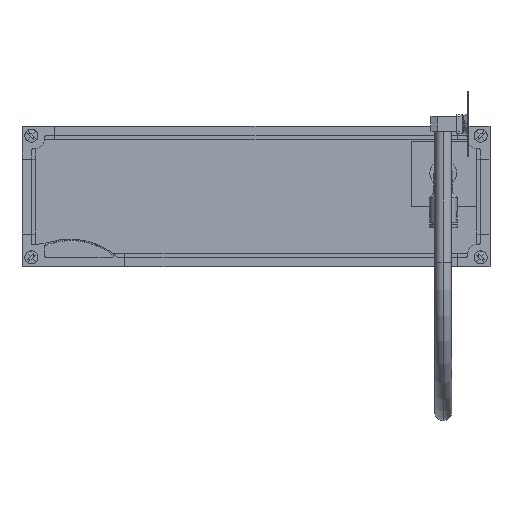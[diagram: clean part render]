
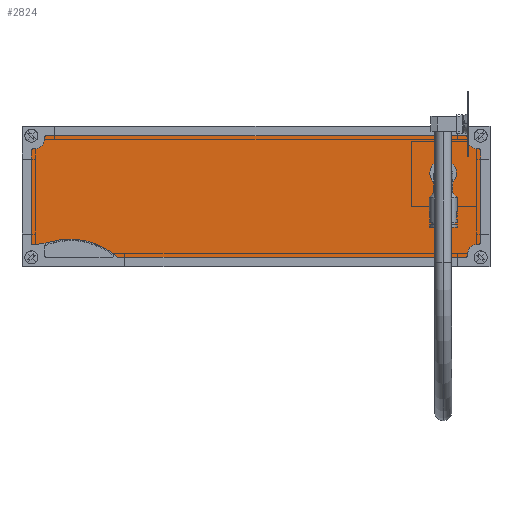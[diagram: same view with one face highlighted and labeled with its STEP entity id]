
A CAD part, top view. The second image highlights one B-rep face of the part: STEP entity #2824.
In plain terms, the highlighted planar face has unit normal (0, 0, 1).
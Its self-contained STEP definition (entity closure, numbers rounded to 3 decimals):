
#2824=ADVANCED_FACE('',(#5545,#5546),#5547,.F.);
#5545=FACE_OUTER_BOUND('',#8397,.T.);
#5546=FACE_BOUND('',#8398,.T.);
#5547=PLANE('',#8399);
#8397=EDGE_LOOP('',(#15425,#15426,#15427,#15428,#15429,#15430,#15431,#15432,#15433,#15434,#15435,#15436,#15437,#15438,#15439,#15440));
#8398=EDGE_LOOP('',(#15441,#15442));
#8399=AXIS2_PLACEMENT_3D('',#15443,#15444,#15445);
#15425=ORIENTED_EDGE('',*,*,#20148,.T.);
#15426=ORIENTED_EDGE('',*,*,#20144,.T.);
#15427=ORIENTED_EDGE('',*,*,#20140,.T.);
#15428=ORIENTED_EDGE('',*,*,#20151,.F.);
#15429=ORIENTED_EDGE('',*,*,#20152,.T.);
#15430=ORIENTED_EDGE('',*,*,#20153,.T.);
#15431=ORIENTED_EDGE('',*,*,#20154,.T.);
#15432=ORIENTED_EDGE('',*,*,#20155,.F.);
#15433=ORIENTED_EDGE('',*,*,#20156,.T.);
#15434=ORIENTED_EDGE('',*,*,#20157,.T.);
#15435=ORIENTED_EDGE('',*,*,#20158,.T.);
#15436=ORIENTED_EDGE('',*,*,#20159,.T.);
#15437=ORIENTED_EDGE('',*,*,#20160,.T.);
#15438=ORIENTED_EDGE('',*,*,#20161,.T.);
#15439=ORIENTED_EDGE('',*,*,#20162,.T.);
#15440=ORIENTED_EDGE('',*,*,#20163,.F.);
#15441=ORIENTED_EDGE('',*,*,#20135,.T.);
#15442=ORIENTED_EDGE('',*,*,#20133,.T.);
#15443=CARTESIAN_POINT('',(250.0,239.787,129.4));
#15444=DIRECTION('',(0.0,0.0,-1.0));
#15445=DIRECTION('',(0.0,-1.0,0.0));
#20133=EDGE_CURVE('',#24656,#24660,#24662,.T.);
#20135=EDGE_CURVE('',#24660,#24656,#24664,.T.);
#20140=EDGE_CURVE('',#24672,#24670,#24673,.T.);
#20144=EDGE_CURVE('',#24678,#24672,#24679,.T.);
#20148=EDGE_CURVE('',#24684,#24678,#24685,.T.);
#20151=EDGE_CURVE('',#24688,#24670,#24689,.T.);
#20152=EDGE_CURVE('',#24688,#24690,#24691,.T.);
#20153=EDGE_CURVE('',#24690,#24692,#24693,.T.);
#20154=EDGE_CURVE('',#24692,#24694,#24695,.T.);
#20155=EDGE_CURVE('',#24696,#24694,#24697,.T.);
#20156=EDGE_CURVE('',#24696,#24698,#24699,.T.);
#20157=EDGE_CURVE('',#24698,#24700,#24701,.T.);
#20158=EDGE_CURVE('',#24700,#24702,#24703,.T.);
#20159=EDGE_CURVE('',#24702,#24704,#24705,.T.);
#20160=EDGE_CURVE('',#24704,#24706,#24707,.T.);
#20161=EDGE_CURVE('',#24706,#24708,#24709,.T.);
#20162=EDGE_CURVE('',#24708,#24710,#24711,.T.);
#20163=EDGE_CURVE('',#24684,#24710,#24712,.T.);
#24656=VERTEX_POINT('',#31116);
#24660=VERTEX_POINT('',#31121);
#24662=CIRCLE('',#31124,10.5);
#24664=CIRCLE('',#31126,10.5);
#24670=VERTEX_POINT('',#31133);
#24672=VERTEX_POINT('',#31136);
#24673=LINE('',#31137,#31138);
#24678=VERTEX_POINT('',#31144);
#24679=CIRCLE('',#31145,8.);
#24684=VERTEX_POINT('',#31152);
#24685=LINE('',#31153,#31154);
#24688=VERTEX_POINT('',#31158);
#24689=LINE('',#31159,#31160);
#24690=VERTEX_POINT('',#31161);
#24691=LINE('',#31162,#31163);
#24692=VERTEX_POINT('',#31164);
#24693=CIRCLE('',#31165,8.);
#24694=VERTEX_POINT('',#31166);
#24695=LINE('',#31167,#31168);
#24696=VERTEX_POINT('',#31169);
#24697=LINE('',#31170,#31171);
#24698=VERTEX_POINT('',#31172);
#24699=LINE('',#31173,#31174);
#24700=VERTEX_POINT('',#31175);
#24701=CIRCLE('',#31176,8.);
#24702=VERTEX_POINT('',#31177);
#24703=LINE('',#31178,#31179);
#24704=VERTEX_POINT('',#31180);
#24705=LINE('',#31181,#31182);
#24706=VERTEX_POINT('',#31183);
#24707=LINE('',#31184,#31185);
#24708=VERTEX_POINT('',#31186);
#24709=CIRCLE('',#31187,8.);
#24710=VERTEX_POINT('',#31188);
#24711=LINE('',#31189,#31190);
#24712=LINE('',#31191,#31192);
#31116=CARTESIAN_POINT('',(460.5,264.787,129.4));
#31121=CARTESIAN_POINT('',(439.5,264.787,129.4));
#31124=AXIS2_PLACEMENT_3D('',#35452,#35453,#35454);
#31126=AXIS2_PLACEMENT_3D('',#35455,#35456,#35457);
#31133=CARTESIAN_POINT('',(495.0,186.787,129.4));
#31136=CARTESIAN_POINT('',(486.0,186.787,129.4));
#31137=CARTESIAN_POINT('',(370.25,186.787,129.4));
#31138=VECTOR('',#35463,1.0);
#31144=CARTESIAN_POINT('',(478.,178.787,129.4));
#31145=AXIS2_PLACEMENT_3D('',#35468,#35469,#35470);
#31152=CARTESIAN_POINT('',(478.0,169.787,129.4));
#31153=CARTESIAN_POINT('',(478.0,207.037,129.4));
#31154=VECTOR('',#35473,1.0);
#31158=CARTESIAN_POINT('',(495.0,292.787,129.4));
#31159=CARTESIAN_POINT('',(495.0,239.787,129.4));
#31160=VECTOR('',#35475,1.0);
#31161=CARTESIAN_POINT('',(486.0,292.787,129.4));
#31162=CARTESIAN_POINT('',(370.25,292.787,129.4));
#31163=VECTOR('',#35476,1.0);
#31164=CARTESIAN_POINT('',(478.,300.787,129.4));
#31165=AXIS2_PLACEMENT_3D('',#35477,#35478,#35479);
#31166=CARTESIAN_POINT('',(478.0,309.787,129.4));
#31167=CARTESIAN_POINT('',(478.0,272.537,129.4));
#31168=VECTOR('',#35480,1.0);
#31169=CARTESIAN_POINT('',(22.0,309.787,129.4));
#31170=CARTESIAN_POINT('',(250.0,309.787,129.4));
#31171=VECTOR('',#35481,1.0);
#31172=CARTESIAN_POINT('',(22.,300.787,129.4));
#31173=CARTESIAN_POINT('',(22.0,272.537,129.4));
#31174=VECTOR('',#35482,1.0);
#31175=CARTESIAN_POINT('',(14.0,292.787,129.4));
#31176=AXIS2_PLACEMENT_3D('',#35483,#35484,#35485);
#31177=CARTESIAN_POINT('',(5.0,292.787,129.4));
#31178=CARTESIAN_POINT('',(129.75,292.787,129.4));
#31179=VECTOR('',#35486,1.0);
#31180=CARTESIAN_POINT('',(5.0,186.787,129.4));
#31181=CARTESIAN_POINT('',(5.0,239.787,129.4));
#31182=VECTOR('',#35487,1.0);
#31183=CARTESIAN_POINT('',(14.0,186.787,129.4));
#31184=CARTESIAN_POINT('',(129.75,186.787,129.4));
#31185=VECTOR('',#35488,1.0);
#31186=CARTESIAN_POINT('',(22.,178.787,129.4));
#31187=AXIS2_PLACEMENT_3D('',#35489,#35490,#35491);
#31188=CARTESIAN_POINT('',(22.0,169.787,129.4));
#31189=CARTESIAN_POINT('',(22.0,207.037,129.4));
#31190=VECTOR('',#35492,1.0);
#31191=CARTESIAN_POINT('',(250.0,169.787,129.4));
#31192=VECTOR('',#35493,1.0);
#35452=CARTESIAN_POINT('',(450.0,264.787,129.4));
#35453=DIRECTION('',(0.0,0.0,-1.0));
#35454=DIRECTION('',(1.0,0.0,0.0));
#35455=CARTESIAN_POINT('',(450.0,264.787,129.4));
#35456=DIRECTION('',(0.0,0.0,-1.0));
#35457=DIRECTION('',(1.0,0.0,0.0));
#35463=DIRECTION('',(1.0,0.0,0.0));
#35468=CARTESIAN_POINT('',(486.,178.787,129.4));
#35469=DIRECTION('',(0.0,0.0,-1.0));
#35470=DIRECTION('',(-1.0,0.,0.0));
#35473=DIRECTION('',(0.0,1.0,0.0));
#35475=DIRECTION('',(0.0,-1.0,0.0));
#35476=DIRECTION('',(-1.0,-0.0,-0.0));
#35477=CARTESIAN_POINT('',(486.,300.787,129.4));
#35478=DIRECTION('',(-0.0,0.0,-1.0));
#35479=DIRECTION('',(-1.0,0.,0.0));
#35480=DIRECTION('',(0.0,1.0,0.0));
#35481=DIRECTION('',(1.0,0.0,0.0));
#35482=DIRECTION('',(0.0,-1.0,0.0));
#35483=CARTESIAN_POINT('',(14.,300.787,129.4));
#35484=DIRECTION('',(0.0,0.0,-1.0));
#35485=DIRECTION('',(1.0,0.,0.0));
#35486=DIRECTION('',(-1.0,-0.0,-0.0));
#35487=DIRECTION('',(0.0,-1.0,0.0));
#35488=DIRECTION('',(1.0,0.0,0.0));
#35489=CARTESIAN_POINT('',(14.,178.787,129.4));
#35490=DIRECTION('',(0.0,0.0,-1.0));
#35491=DIRECTION('',(1.0,0.,0.0));
#35492=DIRECTION('',(0.0,-1.0,0.0));
#35493=DIRECTION('',(-1.0,0.0,0.0));
